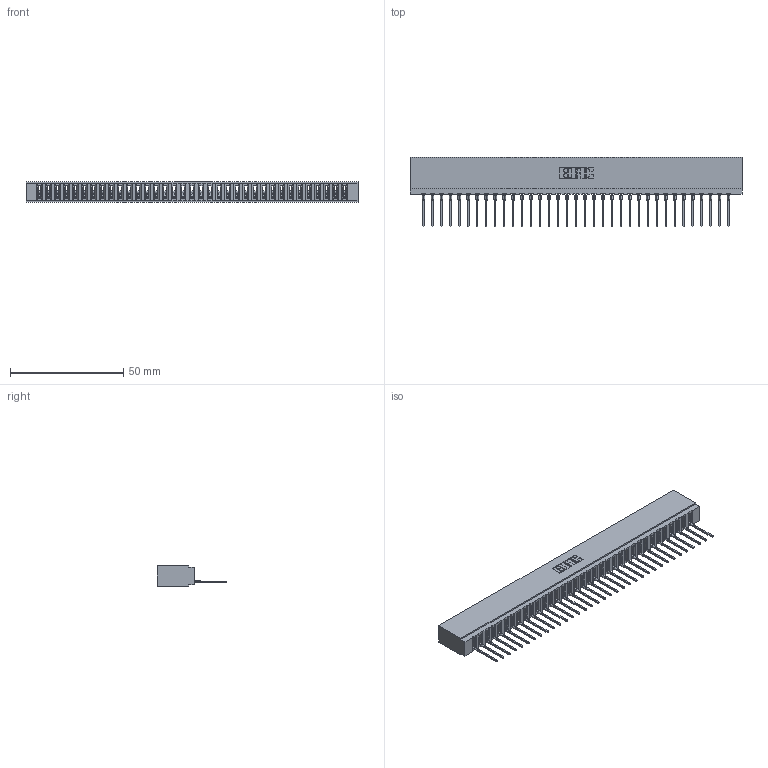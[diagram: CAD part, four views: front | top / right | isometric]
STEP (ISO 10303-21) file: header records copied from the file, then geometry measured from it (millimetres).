
FILE_DESCRIPTION (( 'STEP AP203' ), '1' );
FILE_NAME ('737-035-545-101.STEP', '2026-02-24T23:40:51', ( '' ), ( '' ), 'SwSTEP 2.0', 'SolidWorks 2023', '' );
FILE_SCHEMA (( 'CONFIG_CONTROL_DESIGN' ));
Length unit declared in the file: millimetre
Products named in the file (3): 737 Part_Insulator Option - 01; 737-035-545-101; 745-292-001_545
Assembly tree (36 placements, depth 2):
  737-035-545-101
    737 Part_Insulator Option - 01
    745-292-001_545  x35
Bounding box: 146.56 x 30.62 x 8.89 mm (x, y, z)
Volume: 14248.8 mm3; surface area: 19891.4 mm2
Topology: 36 solids, 36 shells, 4049 faces, 11140 edges, 7030 vertices
Faces by surface type: plane 2434, cylinder 705, bspline 700, torus 210
Entity records: 59881 total; most frequent: CARTESIAN_POINT 11060, ORIENTED_EDGE 10516, DIRECTION 9114, EDGE_CURVE 5258, VECTOR 4866, LINE 4866, VERTEX_POINT 3358, AXIS2_PLACEMENT_3D 2124
